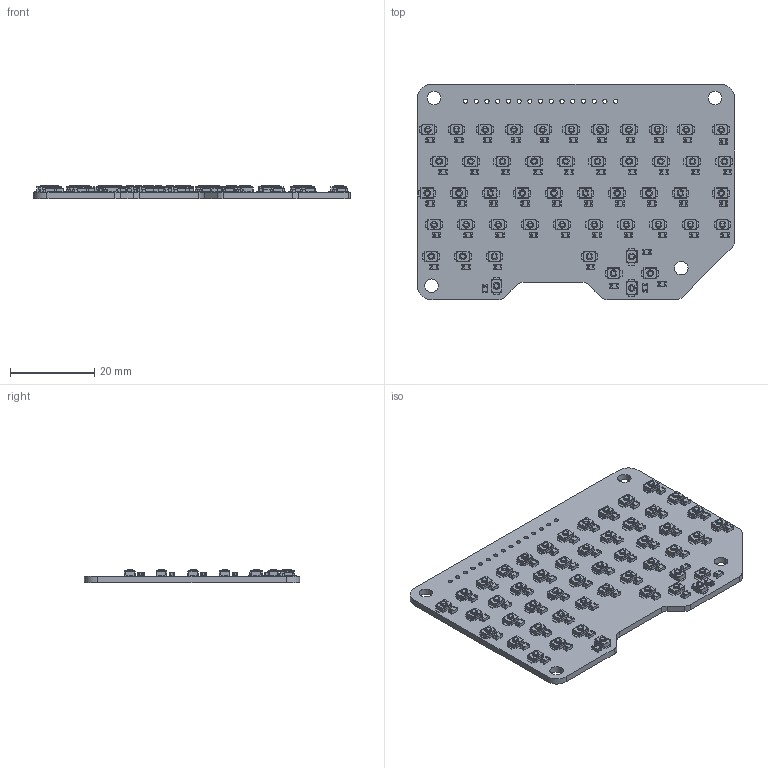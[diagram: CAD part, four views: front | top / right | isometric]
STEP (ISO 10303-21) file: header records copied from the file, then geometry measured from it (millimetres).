
FILE_DESCRIPTION(('KiCad electronic assembly'),'2;1');
FILE_NAME('Cooee_keyboard.step','2026-01-10T12:27:08',('Pcbnew'),( 'Kicad'),'Open CASCADE STEP processor 7.9','KiCad to STEP converter' ,'Unknown');
FILE_SCHEMA(('AUTOMOTIVE_DESIGN { 1 0 10303 214 1 1 1 1 }'));
Length unit declared in the file: millimetre
Products named in the file (4): Cooee_keyboard 1; D_0805_2012Metric; SW_SPST_B3U-1000P; Cooee_keyboard_PCB
Assembly tree (101 placements, depth 2):
  Cooee_keyboard 1
    D_0805_2012Metric  x50
    SW_SPST_B3U-1000P  x50
    Cooee_keyboard_PCB
Bounding box: 75.1 x 51 x 3.19 mm (x, y, z)
Volume: 6005.6 mm3; surface area: 10293.2 mm2
Topology: 101 solids, 101 shells, 6039 faces, 17461 edges, 11074 vertices
Faces by surface type: plane 4811, cylinder 1078, sphere 100, torus 50
Full cylindrical faces by diameter (mm): 1 x15, 1.6 x50, 3.2 x4
Entity records: 7154 total; most frequent: CARTESIAN_POINT 1067, DIRECTION 1063, ORIENTED_EDGE 920, EDGE_CURVE 456, LINE 355, VECTOR 355, AXIS2_PLACEMENT_3D 354, VERTEX_POINT 294
